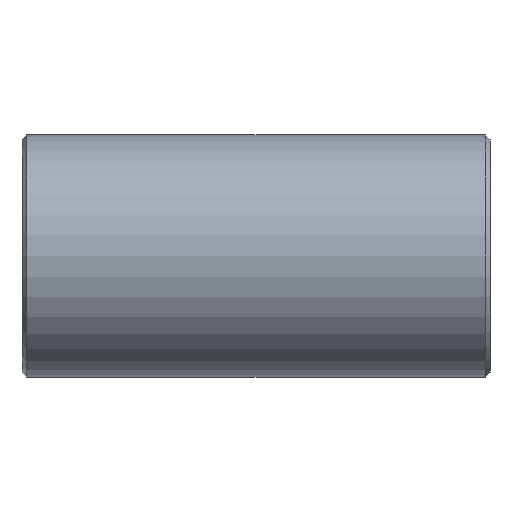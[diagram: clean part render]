
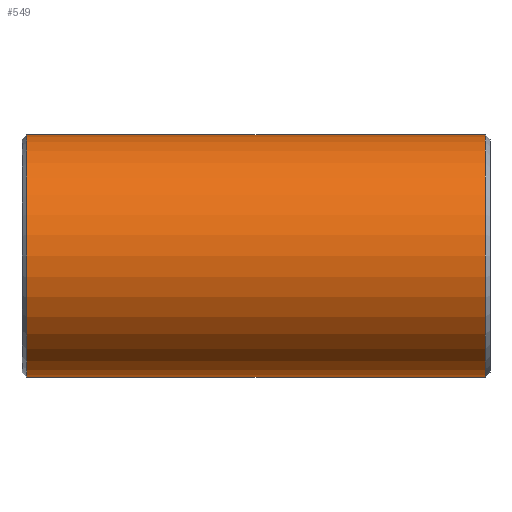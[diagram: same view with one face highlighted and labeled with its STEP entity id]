
A CAD part, front view. The second image highlights one B-rep face of the part: STEP entity #549.
In plain terms, the highlighted cylindrical face has radius 44.45 mm (diameter 88.9 mm), a partial arc.
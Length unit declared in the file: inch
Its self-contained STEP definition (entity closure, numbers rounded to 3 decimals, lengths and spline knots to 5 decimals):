
#24 = CIRCLE ( 'NONE', #441, 1.75 ) ;
#57 = VECTOR ( 'NONE', #83, 39.37008 ) ;
#58 = AXIS2_PLACEMENT_3D ( 'NONE', #158, #422, #291 ) ;
#83 = DIRECTION ( 'NONE',  ( -1., 0., 0. ) ) ;
#90 = ORIENTED_EDGE ( 'NONE', *, *, #114, .F. ) ;
#96 = CIRCLE ( 'NONE', #58, 1.75 ) ;
#114 = EDGE_CURVE ( 'NONE', #828, #134, #222, .T. ) ;
#134 = VERTEX_POINT ( 'NONE', #412 ) ;
#152 = EDGE_LOOP ( 'NONE', ( #90, #494, #831, #379 ) ) ;
#158 = CARTESIAN_POINT ( 'NONE',  ( 3.308, 0., 0. ) ) ;
#191 = VERTEX_POINT ( 'NONE', #445 ) ;
#201 = DIRECTION ( 'NONE',  ( 0., 0., 1. ) ) ;
#222 = LINE ( 'NONE', #679, #57 ) ;
#276 = CYLINDRICAL_SURFACE ( 'NONE', #373, 1.75 ) ;
#291 = DIRECTION ( 'NONE',  ( 0., 0., -1. ) ) ;
#311 = CARTESIAN_POINT ( 'NONE',  ( -3.308, 0., 0. ) ) ;
#317 = DIRECTION ( 'NONE',  ( 0., 0., 1. ) ) ;
#342 = EDGE_CURVE ( 'NONE', #420, #191, #799, .T. ) ;
#373 = AXIS2_PLACEMENT_3D ( 'NONE', #593, #530, #201 ) ;
#379 = ORIENTED_EDGE ( 'NONE', *, *, #454, .T. ) ;
#412 = CARTESIAN_POINT ( 'NONE',  ( -3.308, 0., -1.75 ) ) ;
#419 = CARTESIAN_POINT ( 'NONE',  ( 3.38, 0., 1.75 ) ) ;
#420 = VERTEX_POINT ( 'NONE', #760 ) ;
#422 = DIRECTION ( 'NONE',  ( -1., 0., 0. ) ) ;
#441 = AXIS2_PLACEMENT_3D ( 'NONE', #311, #575, #317 ) ;
#445 = CARTESIAN_POINT ( 'NONE',  ( -3.308, 0., 1.75 ) ) ;
#454 = EDGE_CURVE ( 'NONE', #191, #134, #24, .T. ) ;
#494 = ORIENTED_EDGE ( 'NONE', *, *, #835, .T. ) ;
#530 = DIRECTION ( 'NONE',  ( -1., 0., 0. ) ) ;
#549 = ADVANCED_FACE ( 'NONE', ( #713 ), #276, .T. ) ;
#575 = DIRECTION ( 'NONE',  ( 1., 0., 0. ) ) ;
#592 = VECTOR ( 'NONE', #603, 39.37008 ) ;
#593 = CARTESIAN_POINT ( 'NONE',  ( 3.38, 0., 0. ) ) ;
#603 = DIRECTION ( 'NONE',  ( -1., 0., 0. ) ) ;
#679 = CARTESIAN_POINT ( 'NONE',  ( 3.38, 0., -1.75 ) ) ;
#713 = FACE_OUTER_BOUND ( 'NONE', #152, .T. ) ;
#740 = CARTESIAN_POINT ( 'NONE',  ( 3.308, 0., -1.75 ) ) ;
#760 = CARTESIAN_POINT ( 'NONE',  ( 3.308, 0., 1.75 ) ) ;
#799 = LINE ( 'NONE', #419, #592 ) ;
#828 = VERTEX_POINT ( 'NONE', #740 ) ;
#831 = ORIENTED_EDGE ( 'NONE', *, *, #342, .T. ) ;
#835 = EDGE_CURVE ( 'NONE', #828, #420, #96, .T. ) ;
